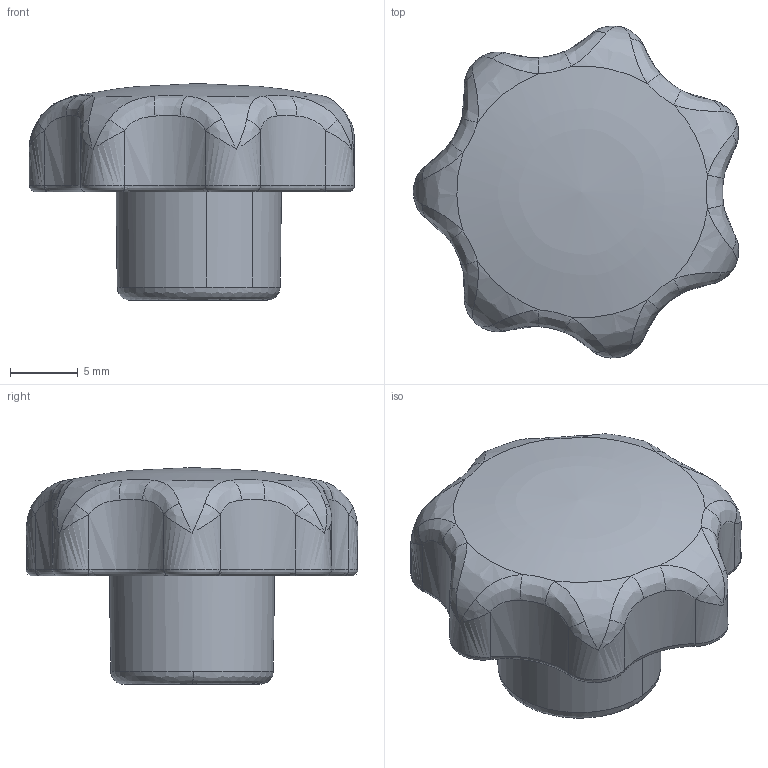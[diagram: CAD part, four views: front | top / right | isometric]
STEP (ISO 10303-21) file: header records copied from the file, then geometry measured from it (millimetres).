
FILE_DESCRIPTION((''),'2;1');
FILE_NAME('','2005-07-15T10:55:29',(''),(''),'','CADfix','');
FILE_SCHEMA(('AUTOMOTIVE_DESIGN'));
Length unit declared in the file: millimetre
Products named in the file (3): screw; knob; KSF_25_M5_8290_36
Assembly tree (2 placements, depth 2):
  KSF_25_M5_8290_36
    screw
    knob
Bounding box: 24.01 x 24.49 x 16 mm (x, y, z)
Volume: 2964 mm3; surface area: 2582.2 mm2
Topology: 2 solids, 2 shells, 122 faces, 320 edges, 192 vertices
Faces by surface type: bspline 122
Entity records: 6870 total; most frequent: CARTESIAN_POINT 5157, ORIENTED_EDGE 614, EDGE_CURVE 307, VERTEX_POINT 192, EDGE_LOOP 127, FACE_OUTER_BOUND 122, ADVANCED_FACE 122, B_SPLINE_CURVE_WITH_KNOTS 105
